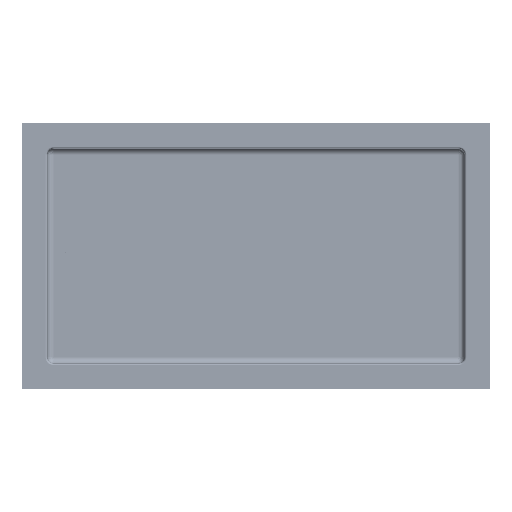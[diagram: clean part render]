
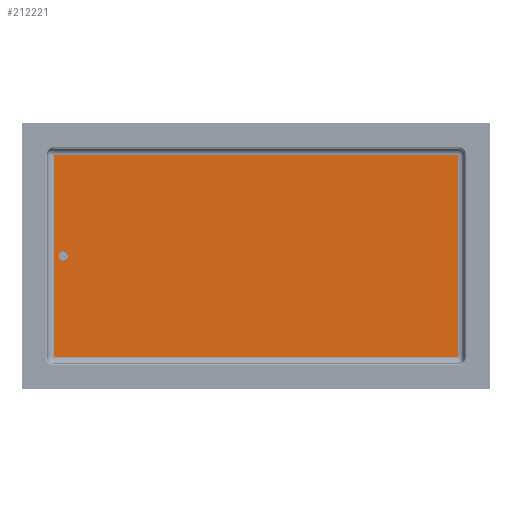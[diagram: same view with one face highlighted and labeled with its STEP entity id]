
A CAD part, top view. The second image highlights one B-rep face of the part: STEP entity #212221.
In plain terms, the highlighted planar face has unit normal (0, 0, 1).
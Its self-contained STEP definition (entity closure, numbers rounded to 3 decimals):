
#6721=FACE_BOUND('',#32221,.T.);
#10641=PLANE('',#229024);
#19531=FACE_OUTER_BOUND('',#32220,.T.);
#32220=EDGE_LOOP('',(#170263,#170264,#170265,#170266));
#32221=EDGE_LOOP('',(#170267,#170268));
#48709=LINE('',#397968,#66373);
#48710=LINE('',#397970,#66374);
#48711=LINE('',#397972,#66375);
#48712=LINE('',#397973,#66376);
#66373=VECTOR('',#273271,10.);
#66374=VECTOR('',#273272,10.);
#66375=VECTOR('',#273273,10.);
#66376=VECTOR('',#273274,10.);
#78679=CIRCLE('',#229025,11.);
#78680=CIRCLE('',#229026,11.);
#95079=VERTEX_POINT('',#397966);
#95080=VERTEX_POINT('',#397967);
#95081=VERTEX_POINT('',#397969);
#95082=VERTEX_POINT('',#397971);
#95083=VERTEX_POINT('',#397974);
#95084=VERTEX_POINT('',#397975);
#121505=EDGE_CURVE('',#95079,#95080,#48709,.T.);
#121506=EDGE_CURVE('',#95080,#95081,#48710,.T.);
#121507=EDGE_CURVE('',#95081,#95082,#48711,.T.);
#121508=EDGE_CURVE('',#95082,#95079,#48712,.T.);
#121509=EDGE_CURVE('',#95083,#95084,#78679,.T.);
#121510=EDGE_CURVE('',#95084,#95083,#78680,.T.);
#170263=ORIENTED_EDGE('',*,*,#121505,.T.);
#170264=ORIENTED_EDGE('',*,*,#121506,.T.);
#170265=ORIENTED_EDGE('',*,*,#121507,.T.);
#170266=ORIENTED_EDGE('',*,*,#121508,.T.);
#170267=ORIENTED_EDGE('',*,*,#121509,.T.);
#170268=ORIENTED_EDGE('',*,*,#121510,.T.);
#212221=ADVANCED_FACE('',(#19531,#6721),#10641,.F.);
#229024=AXIS2_PLACEMENT_3D('',#397965,#273269,#273270);
#229025=AXIS2_PLACEMENT_3D('',#397976,#273275,#273276);
#229026=AXIS2_PLACEMENT_3D('',#397977,#273277,#273278);
#273269=DIRECTION('center_axis',(0.,0.,-1.));
#273270=DIRECTION('ref_axis',(-1.,0.,0.));
#273271=DIRECTION('',(0.,-1.,0.));
#273272=DIRECTION('',(1.,0.,0.));
#273273=DIRECTION('',(0.,1.,0.));
#273274=DIRECTION('',(-1.,0.,0.));
#273275=DIRECTION('center_axis',(0.,0.,-1.));
#273276=DIRECTION('ref_axis',(1.,0.,0.));
#273277=DIRECTION('center_axis',(0.,0.,-1.));
#273278=DIRECTION('ref_axis',(1.,0.,0.));
#397965=CARTESIAN_POINT('Origin',(0.,0.,
-103.5));
#397966=CARTESIAN_POINT('',(-480.,240.,-103.5));
#397967=CARTESIAN_POINT('',(-480.,-240.,-103.5));
#397968=CARTESIAN_POINT('',(-480.,-128.25,-103.5));
#397969=CARTESIAN_POINT('',(480.,-240.,-103.5));
#397970=CARTESIAN_POINT('',(248.25,-240.,-103.5));
#397971=CARTESIAN_POINT('',(480.,240.,-103.5));
#397972=CARTESIAN_POINT('',(480.,128.25,-103.5));
#397973=CARTESIAN_POINT('',(-248.25,240.,-103.5));
#397974=CARTESIAN_POINT('',(-446.5,0.,-103.5));
#397975=CARTESIAN_POINT('',(-468.5,0.,-103.5));
#397976=CARTESIAN_POINT('Origin',(-457.5,0.,-103.5));
#397977=CARTESIAN_POINT('Origin',(-457.5,0.,-103.5));
